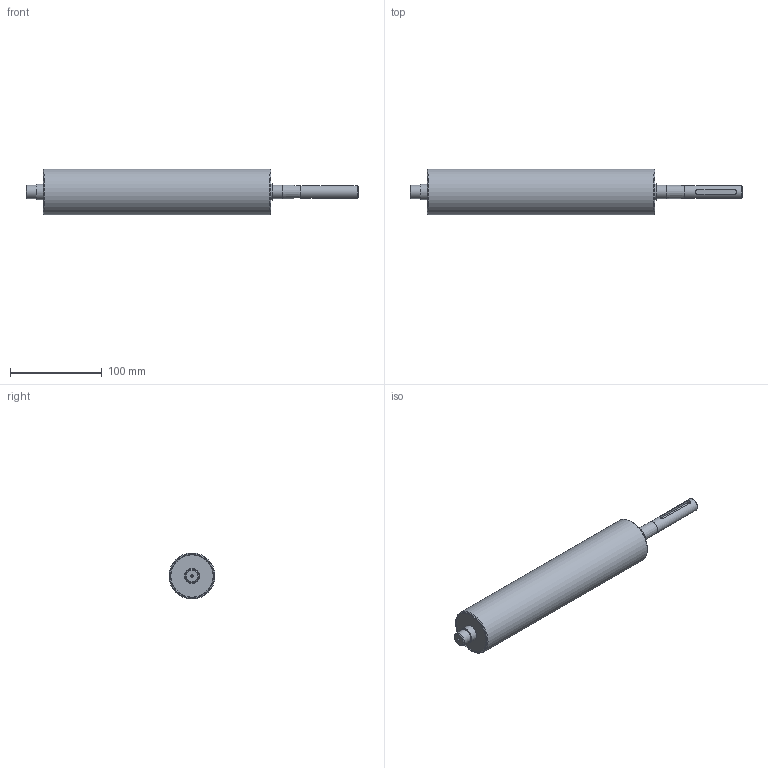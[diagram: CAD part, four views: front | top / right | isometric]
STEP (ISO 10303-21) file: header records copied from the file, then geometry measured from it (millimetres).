
FILE_DESCRIPTION((''),'2;1');
FILE_NAME('904551.stp','2014-01-26T14:25:14',('Honza'),(''),'Autodesk Inventor 2011','Autodesk Inventor 2011','');
FILE_SCHEMA(('AUTOMOTIVE_DESIGN { 1 0 10303 214 1 1 1 1 }'));
Length unit declared in the file: millimetre
Products named in the file (4): 904551; 50-čep I; 50-čep II; Trubka_d50_001
Assembly tree (3 placements, depth 2):
  904551
    50-čep I
    50-čep II
    Trubka_d50_001
Bounding box: 361 x 50 x 50 mm (x, y, z)
Volume: 158022.4 mm3; surface area: 88614.7 mm2
Topology: 3 solids, 3 shells, 42 faces, 76 edges, 47 vertices
Faces by surface type: cylinder 15, plane 15, cone 12
Full cylindrical faces by diameter (mm): 1.6 x2, 14 x1, 15 x2, 17 x1, 18 x1, 44 x1, 46 x4, 50 x1
Entity records: 1039 total; most frequent: DIRECTION 180, CARTESIAN_POINT 179, ORIENTED_EDGE 98, AXIS2_PLACEMENT_3D 86, EDGE_LOOP 76, EDGE_CURVE 49, VERTEX_POINT 45, FACE_OUTER_BOUND 42
